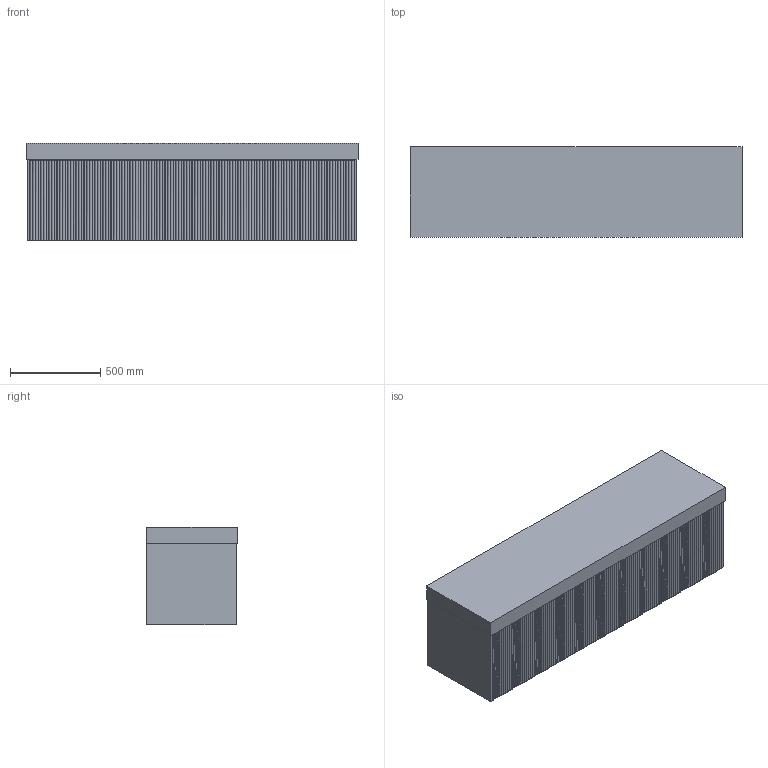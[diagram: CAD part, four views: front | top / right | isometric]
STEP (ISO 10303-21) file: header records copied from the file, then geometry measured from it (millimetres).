
FILE_DESCRIPTION(/* description */ (''),/* implementation_level */ '2;1');
FILE_NAME(/* name */ 'Kado Neue Fluted Square 1800 (90MM)',/* time_stamp */ '2025-07-09T15:07:10+10:00',/* author */ (''),/* organization */ (''),/* preprocessor_version */ 'ST-DEVELOPER v16.5',/* originating_system */ '',/* authorisation */ '');
FILE_SCHEMA (('AUTOMOTIVE_DESIGN'));
Length unit declared in the file: millimetre
Products named in the file (10): Document; Kado Neue Fluted Square 1800 (90MM); Kado Neue Fluted Square Benchtop (90MM) ALL16; Kado Neue Fluted Square 1800 Benchtop (90MM); Kado Neue Fluted Square ALL22; Kado Neue Fluted Square 180021; Kado Neue Fluted Panel 59517181920; Kado Neue Fluted Panel 595910; Kado Neue Fluted Filler15; Kado Neue Fluted Carcass 1800 (FLAT)23
Assembly tree (12 placements, depth 6):
  Document
    Kado Neue Fluted Square 1800 (90MM)
      Kado Neue Fluted Square Benchtop (90MM) ALL16
        Kado Neue Fluted Square 1800 Benchtop (90MM)
      Kado Neue Fluted Square ALL22
        Kado Neue Fluted Square 180021
          Kado Neue Fluted Panel 59517181920  x3
            Kado Neue Fluted Panel 595910
          Kado Neue Fluted Filler15  x2
          Kado Neue Fluted Carcass 1800 (FLAT)23
Bounding box: 1837 x 500 x 540 mm (x, y, z)
Volume: 71701282.2 mm3; surface area: 10014010.3 mm2
Topology: 11 solids, 11 shells, 539 faces, 1548 edges, 1032 vertices
Faces by surface type: cylinder 354, plane 185
Entity records: 6334 total; most frequent: CARTESIAN_POINT 2167, ORIENTED_EDGE 1152, EDGE_CURVE 576, VERTEX_POINT 384, B_SPLINE_CURVE_WITH_KNOTS 340, DIRECTION 261, AXIS2_PLACEMENT_3D 235, EDGE_LOOP 210
